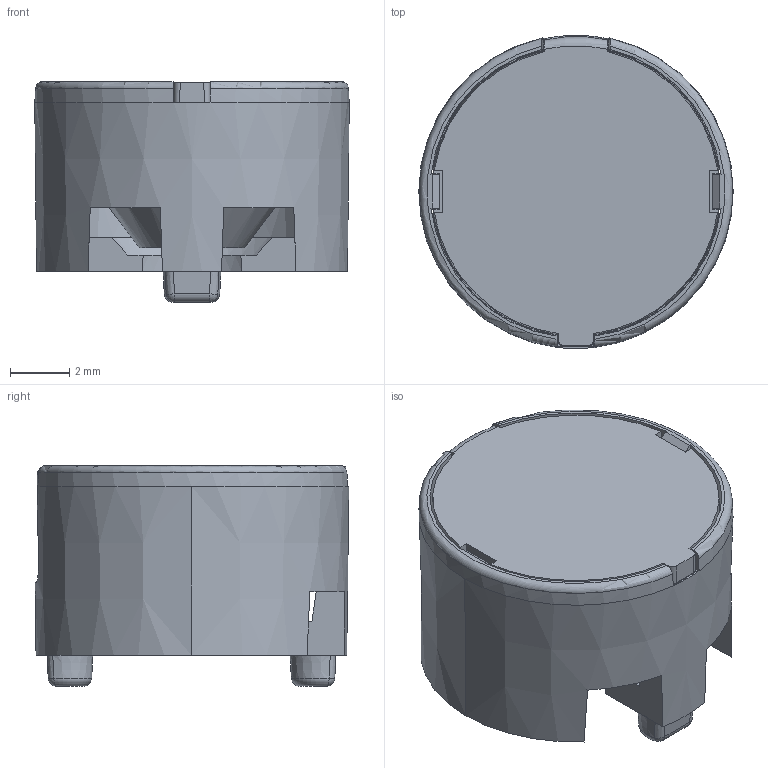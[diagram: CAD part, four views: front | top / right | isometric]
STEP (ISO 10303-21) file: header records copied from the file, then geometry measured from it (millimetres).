
FILE_DESCRIPTION((''),'2;1');
FILE_NAME('ASM0001-D10_ASM','2022-06-30T15:08:02',('Administrator'),(''),'CREO PARAMETRIC BY PTC INC, 2018020','CREO PARAMETRIC BY PTC INC, 2018020','');
FILE_SCHEMA(('CONFIG_CONTROL_DESIGN'));
Length unit declared in the file: millimetre
Products named in the file (3): AXXL; D10-A15L; ASM0001-D10_ASM
Assembly tree (2 placements, depth 2):
  ASM0001-D10_ASM
    AXXL
    D10-A15L
Bounding box: 10.6 x 10.56 x 7.45 mm (x, y, z)
Volume: 378.5 mm3; surface area: 754.6 mm2
Topology: 2 solids, 3 shells, 113 faces, 315 edges, 206 vertices
Faces by surface type: plane 66, cone 23, cylinder 9, torus 5, sphere 4, bspline 4, revolution 2
Entity records: 4025 total; most frequent: CARTESIAN_POINT 1144, ORIENTED_EDGE 626, DIRECTION 540, EDGE_CURVE 315, VERTEX_POINT 206, AXIS2_PLACEMENT_3D 205, VECTOR 128, LINE 128
